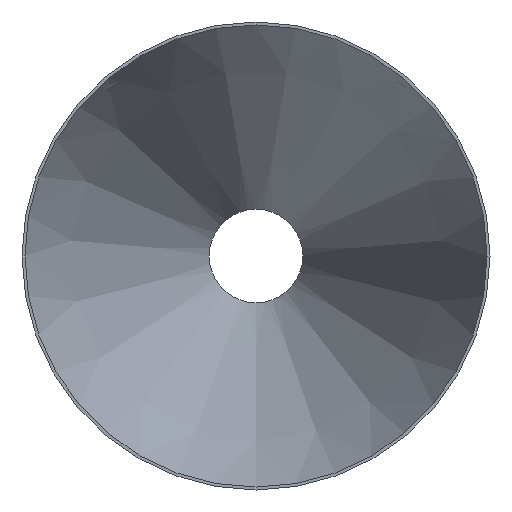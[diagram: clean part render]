
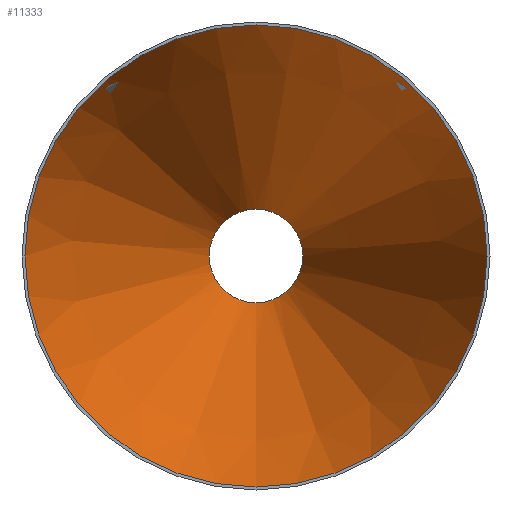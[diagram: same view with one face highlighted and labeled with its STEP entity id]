
A CAD part, front view. The second image highlights one B-rep face of the part: STEP entity #11333.
In plain terms, the highlighted conical face has half-angle 21.49 degrees and reference radius 250.776 mm.
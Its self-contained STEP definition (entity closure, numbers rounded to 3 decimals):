
#61 = CIRCLE ( 'NONE', #31834, 250.776 ) ;
#233 = VERTEX_POINT ( 'NONE', #36489 ) ;
#1398 = CARTESIAN_POINT ( 'NONE',  ( 0., 508., -50.776 ) ) ;
#1593 = FACE_OUTER_BOUND ( 'NONE', #25837, .T. ) ;
#4650 = ORIENTED_EDGE ( 'NONE', *, *, #39891, .F. ) ;
#9291 = DIRECTION ( 'NONE',  ( 0., 0., -1. ) ) ;
#11333 = ADVANCED_FACE ( 'NONE', ( #35677, #1593 ), #21955, .F. ) ;
#14041 = DIRECTION ( 'NONE',  ( 0., 0., -1. ) ) ;
#15321 = EDGE_CURVE ( 'NONE', #233, #233, #61, .T. ) ;
#21077 = VERTEX_POINT ( 'NONE', #1398 ) ;
#21955 = CONICAL_SURFACE ( 'NONE', #28275, 250.776, 0.375 ) ;
#22050 = DIRECTION ( 'NONE',  ( 0., -1., 0. ) ) ;
#22501 = DIRECTION ( 'NONE',  ( 0., -1., 0. ) ) ;
#25739 = CARTESIAN_POINT ( 'NONE',  ( 0., 0., 0. ) ) ;
#25837 = EDGE_LOOP ( 'NONE', ( #39449 ) ) ;
#28275 = AXIS2_PLACEMENT_3D ( 'NONE', #47378, #40385, #9291 ) ;
#31164 = CIRCLE ( 'NONE', #34306, 50.776 ) ;
#31834 = AXIS2_PLACEMENT_3D ( 'NONE', #25739, #22501, #14041 ) ;
#33947 = CARTESIAN_POINT ( 'NONE',  ( 0., 508., 0. ) ) ;
#34306 = AXIS2_PLACEMENT_3D ( 'NONE', #33947, #22050, #45382 ) ;
#35677 = FACE_BOUND ( 'NONE', #47184, .T. ) ;
#36489 = CARTESIAN_POINT ( 'NONE',  ( 0., 0., -250.776 ) ) ;
#39449 = ORIENTED_EDGE ( 'NONE', *, *, #15321, .T. ) ;
#39891 = EDGE_CURVE ( 'NONE', #21077, #21077, #31164, .T. ) ;
#40385 = DIRECTION ( 'NONE',  ( 0., -1., 0. ) ) ;
#45382 = DIRECTION ( 'NONE',  ( 0., 0., -1. ) ) ;
#47184 = EDGE_LOOP ( 'NONE', ( #4650 ) ) ;
#47378 = CARTESIAN_POINT ( 'NONE',  ( 0., 0., 0. ) ) ;
